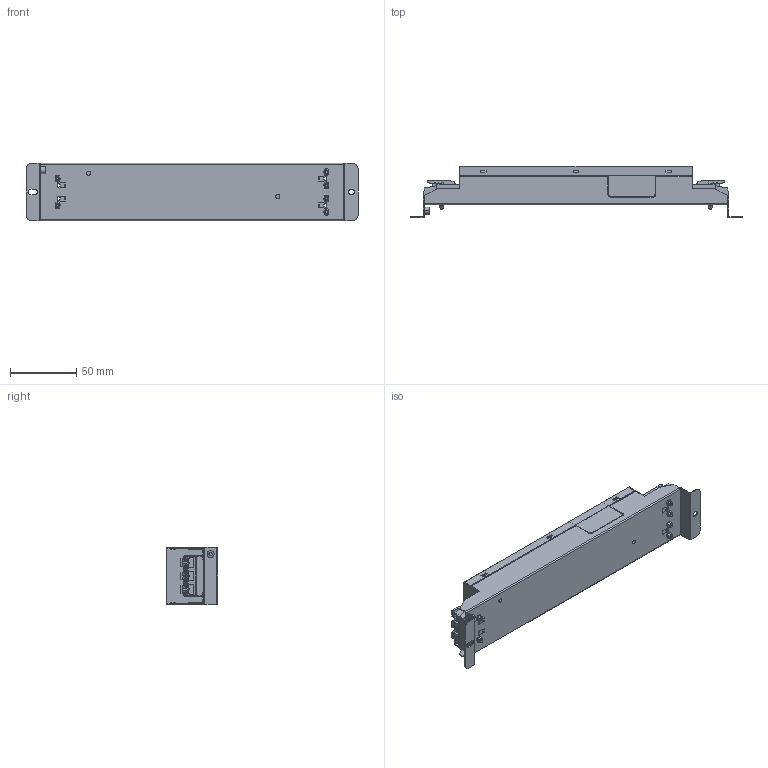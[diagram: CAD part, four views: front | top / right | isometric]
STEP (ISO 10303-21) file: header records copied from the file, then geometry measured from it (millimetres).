
FILE_DESCRIPTION (( 'STEP AP203' ), '1' );
FILE_NAME ('A8164-3D.STEP', '2022-06-29T07:49:20', ( 'm' ), ( 'N' ), 'SwSTEP 2.0', 'SolidWorks 2012', '' );
FILE_SCHEMA (( 'CONFIG_CONTROL_DESIGN' ));
Length unit declared in the file: millimetre
Products named in the file (8): A8164-3D; NFC悵誘裔; A8164橈埽え; A8164PCB; 30W塑料外壳更改金属盖板; WAGO 2P 傷赽 294-5012; WAGO 3P 傷赽 294-5013; 30W塑料外壳更改金属底壳
Assembly tree (8 placements, depth 2):
  A8164-3D
    30W塑料外壳更改金属底壳
    WAGO 3P 傷赽 294-5013
    WAGO 2P 傷赽 294-5012  x2
    30W塑料外壳更改金属盖板
    A8164PCB
    A8164橈埽え
    NFC悵誘裔
Bounding box: 250 x 39 x 43 mm (x, y, z)
Volume: 71393.5 mm3; surface area: 145658.5 mm2
Topology: 8 solids, 8 shells, 2096 faces, 5976 edges, 3931 vertices
Faces by surface type: plane 1334, cylinder 601, cone 139, bspline 22
Entity records: 54357 total; most frequent: CARTESIAN_POINT 11600, ORIENTED_EDGE 9158, DIRECTION 8239, EDGE_CURVE 4579, VECTOR 3221, LINE 3221, VERTEX_POINT 2998, AXIS2_PLACEMENT_3D 2509
